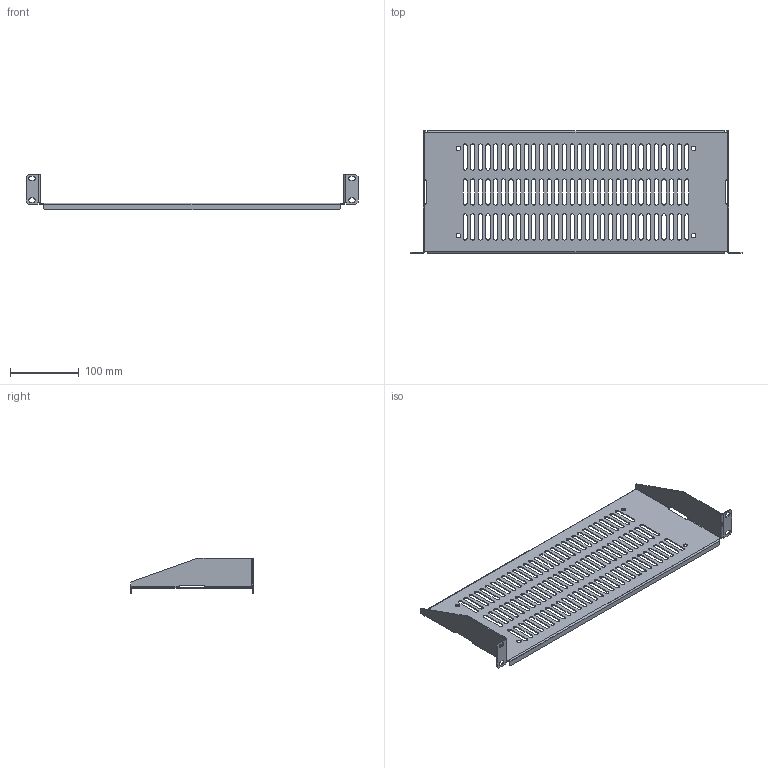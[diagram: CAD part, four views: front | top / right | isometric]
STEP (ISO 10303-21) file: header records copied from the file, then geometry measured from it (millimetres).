
FILE_DESCRIPTION (( 'STEP AP203' ), '1' );
FILE_NAME ('RASV190107D.step', '2020-11-12T15:54:54', ( 'ADC123' ), ( 'Microsoft' ), 'SwSTEP 2.0', 'SolidWorks 2019', '' );
FILE_SCHEMA (( 'CONFIG_CONTROL_DESIGN' ));
Length unit declared in the file: inch
Products named in the file (1): RASV190107D
Bounding box: 482.75 x 177.8 x 51.71 mm (x, y, z)
Volume: 112623.3 mm3; surface area: 169040.8 mm2
Topology: 1 solids, 1 shells, 462 faces, 1364 edges, 900 vertices
Faces by surface type: plane 242, cylinder 216, bspline 4
Full cylindrical faces by diameter (mm): 6.35 x4
Entity records: 16151 total; most frequent: CARTESIAN_POINT 2975, ORIENTED_EDGE 2720, DIRECTION 2694, EDGE_CURVE 1360, VECTOR 928, LINE 928, VERTEX_POINT 900, AXIS2_PLACEMENT_3D 883
